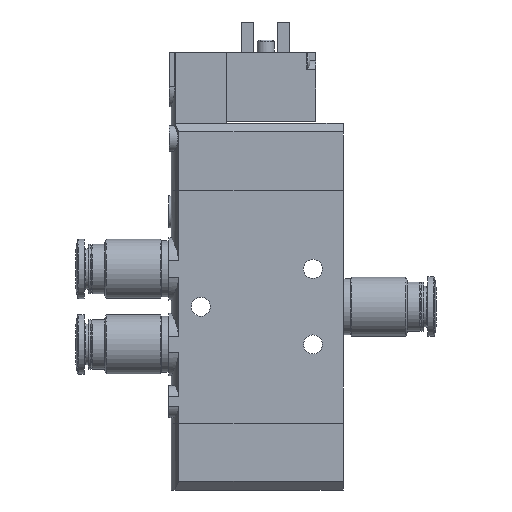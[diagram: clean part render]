
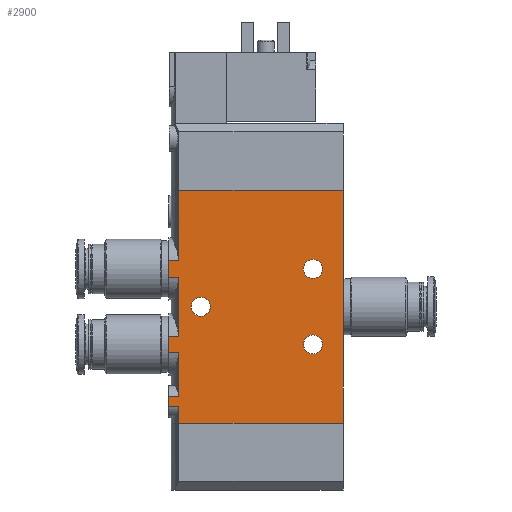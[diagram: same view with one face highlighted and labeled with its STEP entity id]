
A CAD part, left-side view. The second image highlights one B-rep face of the part: STEP entity #2900.
In plain terms, the highlighted face is planar.
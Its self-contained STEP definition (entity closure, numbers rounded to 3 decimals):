
#95=PLANE('',#3490);
#247=CIRCLE('',#3478,2.2);
#249=CIRCLE('',#3481,2.2);
#254=CIRCLE('',#3491,2.2);
#464=ORIENTED_EDGE('',*,*,#1197,.T.);
#465=ORIENTED_EDGE('',*,*,#1234,.T.);
#466=ORIENTED_EDGE('',*,*,#1227,.F.);
#467=ORIENTED_EDGE('',*,*,#1186,.T.);
#468=ORIENTED_EDGE('',*,*,#1199,.T.);
#469=ORIENTED_EDGE('',*,*,#1188,.T.);
#470=ORIENTED_EDGE('',*,*,#1229,.F.);
#471=ORIENTED_EDGE('',*,*,#1178,.T.);
#472=ORIENTED_EDGE('',*,*,#1202,.T.);
#473=ORIENTED_EDGE('',*,*,#1180,.T.);
#474=ORIENTED_EDGE('',*,*,#1221,.F.);
#475=ORIENTED_EDGE('',*,*,#1211,.T.);
#476=ORIENTED_EDGE('',*,*,#1215,.T.);
#477=ORIENTED_EDGE('',*,*,#1213,.T.);
#478=ORIENTED_EDGE('',*,*,#1224,.F.);
#479=ORIENTED_EDGE('',*,*,#1235,.F.);
#480=ORIENTED_EDGE('',*,*,#1219,.F.);
#481=ORIENTED_EDGE('',*,*,#1217,.F.);
#482=ORIENTED_EDGE('',*,*,#1236,.F.);
#1178=EDGE_CURVE('',#1578,#1577,#1861,.F.);
#1180=EDGE_CURVE('',#1579,#1580,#1862,.T.);
#1186=EDGE_CURVE('',#1586,#1585,#1865,.F.);
#1188=EDGE_CURVE('',#1587,#1588,#1866,.T.);
#1197=EDGE_CURVE('',#1597,#1596,#1870,.T.);
#1199=EDGE_CURVE('',#1585,#1587,#1872,.T.);
#1202=EDGE_CURVE('',#1577,#1579,#1874,.T.);
#1211=EDGE_CURVE('',#1605,#1606,#1879,.F.);
#1213=EDGE_CURVE('',#1608,#1607,#1880,.T.);
#1215=EDGE_CURVE('',#1606,#1608,#1881,.T.);
#1217=EDGE_CURVE('',#1610,#1610,#247,.F.);
#1219=EDGE_CURVE('',#1612,#1612,#249,.F.);
#1221=EDGE_CURVE('',#1605,#1580,#1882,.T.);
#1224=EDGE_CURVE('',#1615,#1607,#1884,.T.);
#1227=EDGE_CURVE('',#1586,#1617,#1887,.T.);
#1229=EDGE_CURVE('',#1578,#1588,#1888,.T.);
#1234=EDGE_CURVE('',#1596,#1617,#1892,.T.);
#1235=EDGE_CURVE('',#1597,#1615,#1893,.T.);
#1236=EDGE_CURVE('',#1619,#1619,#254,.F.);
#1577=VERTEX_POINT('',#4709);
#1578=VERTEX_POINT('',#4711);
#1579=VERTEX_POINT('',#4723);
#1580=VERTEX_POINT('',#4724);
#1585=VERTEX_POINT('',#4743);
#1586=VERTEX_POINT('',#4745);
#1587=VERTEX_POINT('',#4757);
#1588=VERTEX_POINT('',#4758);
#1596=VERTEX_POINT('',#4783);
#1597=VERTEX_POINT('',#4785);
#1605=VERTEX_POINT('',#4822);
#1606=VERTEX_POINT('',#4823);
#1607=VERTEX_POINT('',#4835);
#1608=VERTEX_POINT('',#4837);
#1610=VERTEX_POINT('',#4845);
#1612=VERTEX_POINT('',#4850);
#1615=VERTEX_POINT('',#4858);
#1617=VERTEX_POINT('',#4865);
#1619=VERTEX_POINT('',#4879);
#1861=LINE('',#4710,#2056);
#1862=LINE('',#4722,#2057);
#1865=LINE('',#4744,#2060);
#1866=LINE('',#4756,#2061);
#1870=LINE('',#4784,#2065);
#1872=LINE('',#4788,#2067);
#1874=LINE('',#4793,#2069);
#1879=LINE('',#4821,#2074);
#1880=LINE('',#4836,#2075);
#1881=LINE('',#4840,#2076);
#1882=LINE('',#4854,#2077);
#1884=LINE('',#4859,#2079);
#1887=LINE('',#4864,#2082);
#1888=LINE('',#4868,#2083);
#1892=LINE('',#4876,#2087);
#1893=LINE('',#4877,#2088);
#2056=VECTOR('',#3811,1000.);
#2057=VECTOR('',#3814,1000.);
#2060=VECTOR('',#3823,1000.);
#2061=VECTOR('',#3826,1000.);
#2065=VECTOR('',#3840,1000.);
#2067=VECTOR('',#3844,1000.);
#2069=VECTOR('',#3850,1000.);
#2074=VECTOR('',#3867,1000.);
#2075=VECTOR('',#3868,1000.);
#2076=VECTOR('',#3873,1000.);
#2077=VECTOR('',#3890,1000.);
#2079=VECTOR('',#3894,1000.);
#2082=VECTOR('',#3899,1000.);
#2083=VECTOR('',#3904,1000.);
#2087=VECTOR('',#3914,1000.);
#2088=VECTOR('',#3915,1000.);
#2279=EDGE_LOOP('',(#464,#465,#466,#467,#468,#469,#470,#471,#472,#473,#474,
#475,#476,#477,#478,#479));
#2280=EDGE_LOOP('',(#480));
#2281=EDGE_LOOP('',(#481));
#2282=EDGE_LOOP('',(#482));
#2559=FACE_BOUND('',#2279,.T.);
#2560=FACE_BOUND('',#2280,.T.);
#2561=FACE_BOUND('',#2281,.T.);
#2562=FACE_BOUND('',#2282,.T.);
#2900=ADVANCED_FACE('',(#2559,#2560,#2561,#2562),#95,.F.);
#3478=AXIS2_PLACEMENT_3D('',#4844,#3878,#3879);
#3481=AXIS2_PLACEMENT_3D('',#4849,#3884,#3885);
#3490=AXIS2_PLACEMENT_3D('',#4875,#3912,#3913);
#3491=AXIS2_PLACEMENT_3D('',#4878,#3916,#3917);
#3811=DIRECTION('',(0.,-1.,0.));
#3814=DIRECTION('',(0.,-1.,0.));
#3823=DIRECTION('',(0.,-1.,0.));
#3826=DIRECTION('',(0.,-1.,0.));
#3840=DIRECTION('',(-1.,0.,0.));
#3844=DIRECTION('',(1.,0.,0.));
#3850=DIRECTION('',(1.,0.,0.));
#3867=DIRECTION('',(0.,-1.,0.));
#3868=DIRECTION('',(0.,-1.,0.));
#3873=DIRECTION('',(1.,0.,0.));
#3878=DIRECTION('',(0.,0.,1.));
#3879=DIRECTION('',(1.,0.,0.));
#3884=DIRECTION('',(0.,0.,1.));
#3885=DIRECTION('',(1.,0.,0.));
#3890=DIRECTION('',(-1.,0.,0.));
#3894=DIRECTION('',(-1.,0.,0.));
#3899=DIRECTION('',(-1.,0.,0.));
#3904=DIRECTION('',(-1.,0.,0.));
#3912=DIRECTION('',(0.,0.,1.));
#3913=DIRECTION('',(1.,0.,0.));
#3914=DIRECTION('',(0.,1.,0.));
#3915=DIRECTION('',(0.,1.,0.));
#3916=DIRECTION('',(0.,0.,1.));
#3917=DIRECTION('',(1.,0.,0.));
#4709=CARTESIAN_POINT('',(33.863,40.4,-7.));
#4710=CARTESIAN_POINT('',(33.863,0.,-7.));
#4711=CARTESIAN_POINT('',(33.863,38.066,-7.));
#4722=CARTESIAN_POINT('',(37.637,0.,-7.));
#4723=CARTESIAN_POINT('',(37.637,40.4,-7.));
#4724=CARTESIAN_POINT('',(37.637,38.066,-7.));
#4743=CARTESIAN_POINT('',(16.363,40.4,-7.));
#4744=CARTESIAN_POINT('',(16.363,0.,-7.));
#4745=CARTESIAN_POINT('',(16.363,38.066,-7.));
#4756=CARTESIAN_POINT('',(20.137,0.,-7.));
#4757=CARTESIAN_POINT('',(20.137,40.4,-7.));
#4758=CARTESIAN_POINT('',(20.137,38.066,-7.));
#4783=CARTESIAN_POINT('',(0.,0.,-7.));
#4784=CARTESIAN_POINT('',(54.,0.,-7.));
#4785=CARTESIAN_POINT('',(54.,0.,-7.));
#4788=CARTESIAN_POINT('',(18.25,40.4,-7.));
#4793=CARTESIAN_POINT('',(35.75,40.4,-7.));
#4821=CARTESIAN_POINT('',(47.8,0.,-7.));
#4822=CARTESIAN_POINT('',(47.8,38.066,-7.));
#4823=CARTESIAN_POINT('',(47.8,40.4,-7.));
#4835=CARTESIAN_POINT('',(50.2,38.066,-7.));
#4836=CARTESIAN_POINT('',(50.2,0.,-7.));
#4837=CARTESIAN_POINT('',(50.2,40.4,-7.));
#4840=CARTESIAN_POINT('',(49.,40.4,-7.));
#4844=CARTESIAN_POINT('',(18.25,7.,-7.));
#4845=CARTESIAN_POINT('',(20.45,7.,-7.));
#4849=CARTESIAN_POINT('',(35.75,7.,-7.));
#4850=CARTESIAN_POINT('',(37.95,7.,-7.));
#4854=CARTESIAN_POINT('',(54.,38.066,-7.));
#4858=CARTESIAN_POINT('',(54.,38.066,-7.));
#4859=CARTESIAN_POINT('',(54.,38.066,-7.));
#4864=CARTESIAN_POINT('',(54.,38.066,-7.));
#4865=CARTESIAN_POINT('',(0.,38.066,-7.));
#4868=CARTESIAN_POINT('',(54.,38.066,-7.));
#4875=CARTESIAN_POINT('',(54.,0.,-7.));
#4876=CARTESIAN_POINT('',(0.,0.,-7.));
#4877=CARTESIAN_POINT('',(54.,0.,-7.));
#4878=CARTESIAN_POINT('',(27.,33.,-7.));
#4879=CARTESIAN_POINT('',(29.2,33.,-7.));
